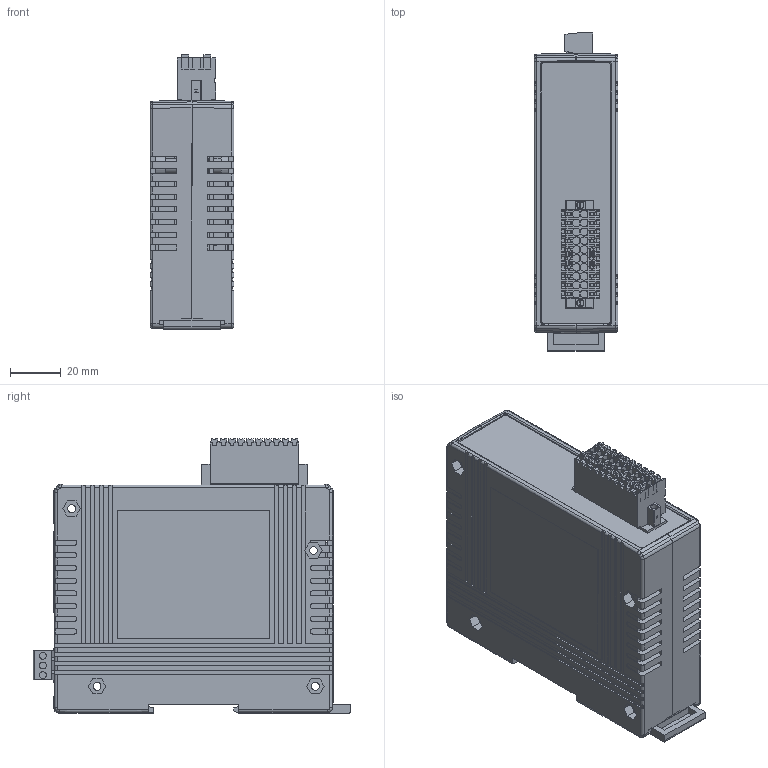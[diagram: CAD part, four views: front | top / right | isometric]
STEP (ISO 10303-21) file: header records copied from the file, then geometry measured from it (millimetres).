
FILE_DESCRIPTION (( 'STEP AP203' ), '1' );
FILE_NAME ('ET-2255.STEP', '2022-05-04T09:25:41', ( 'Windows 使用者' ), ( '' ), 'SwSTEP 2.0', 'SolidWorks 2020', '' );
FILE_SCHEMA (( 'CONFIG_CONTROL_DESIGN' ));
Length unit declared in the file: millimetre
Products named in the file (17): ET-2255; ET-2228_01; ET-2228_PCB; 4SI21G0000007; PROFI-2000 滑片(4SI21K0000031); VE-033131000AG; 4SI21K0000053; B2CF 3_50_20_180F SN OR BX; 2DJ049_RB1-126BHQ1A; VD-033130000AG; 4SI21G0000008; 4SI21A0000001 (PM-2000 馬口鐵)_20201021; VD-033130000AG_90D; 2DSD008_MK-22D10; S2L_3_50_20_90F_3_5SN_OR_BX
Assembly tree (17 placements, depth 4):
  ET-2255
    ET-2228_PCB
      ET-2228_PCB
      2DJ049_RB1-126BHQ1A  x2
      2DSD008_MK-22D10
      VD-033130000AG_90D
        VE-033131000AG
        VD-033130000AG
      B2CF 3_50_20_180F SN OR BX
        S2L_3_50_20_90F_3_5SN_OR_BX
        B2CF 3_50_20_180F SN OR BX
    4SI21G0000008
    4SI21G0000007
    ET-2228_01
    4SI21K0000053
    PROFI-2000 滑片(4SI21K0000031)
    4SI21A0000001 (PM-2000 馬口鐵)_20201021
Bounding box: 33 x 125.2 x 108.15 mm (x, y, z)
Volume: 100160.6 mm3; surface area: 127387.8 mm2
Topology: 15 solids, 15 shells, 3741 faces, 10369 edges, 6766 vertices
Faces by surface type: plane 2942, cylinder 615, cone 128, bspline 32, sphere 14, torus 10
Entity records: 119589 total; most frequent: CARTESIAN_POINT 22791, ORIENTED_EDGE 20478, DIRECTION 18872, EDGE_CURVE 10239, LINE 8182, VECTOR 8182, VERTEX_POINT 6684, AXIS2_PLACEMENT_3D 5345
